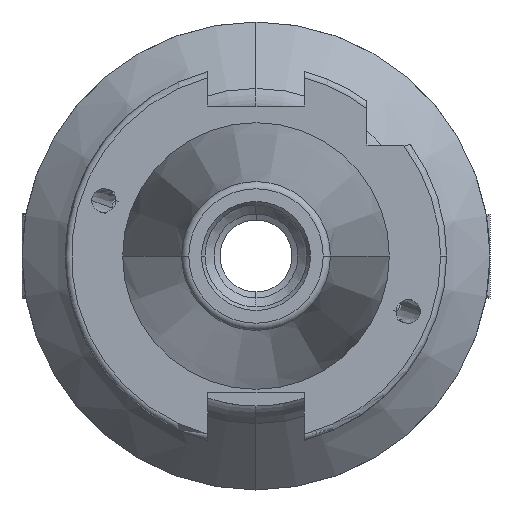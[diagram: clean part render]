
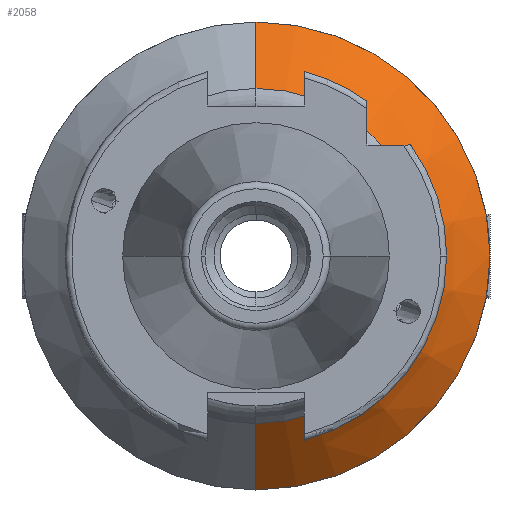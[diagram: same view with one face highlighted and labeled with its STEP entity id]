
A CAD part, left-side view. The second image highlights one B-rep face of the part: STEP entity #2058.
In plain terms, the highlighted conical face has half-angle 45 degrees and reference radius 39 mm.
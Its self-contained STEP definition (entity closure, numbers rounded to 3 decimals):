
#1054 = VERTEX_POINT ( 'NONE', #5506 ) ;
#1056 = EDGE_CURVE ( 'NONE', #1057, #1054, #5505, .T. ) ;
#1057 = VERTEX_POINT ( 'NONE', #5500 ) ;
#1495 = EDGE_CURVE ( 'NONE', #1057, #1533, #6835, .T. ) ;
#1498 = EDGE_CURVE ( 'NONE', #1054, #1530, #6831, .T. ) ;
#1530 = VERTEX_POINT ( 'NONE', #7008 ) ;
#1533 = VERTEX_POINT ( 'NONE', #7002 ) ;
#2040 = EDGE_CURVE ( 'NONE', #1530, #1533, #8549, .T. ) ;
#2058 = ADVANCED_FACE ( 'NONE', ( #8506 ), #8505, .T. ) ;
#2059 = EDGE_LOOP ( 'NONE', ( #2060, #2061, #2062, #2063 ) ) ;
#2060 = ORIENTED_EDGE ( 'NONE', *, *, #1495, .F. ) ;
#2061 = ORIENTED_EDGE ( 'NONE', *, *, #1056, .T. ) ;
#2062 = ORIENTED_EDGE ( 'NONE', *, *, #1498, .T. ) ;
#2063 = ORIENTED_EDGE ( 'NONE', *, *, #2040, .T. ) ;
#5500 = CARTESIAN_POINT ( 'NONE',  ( 113.929, 0., 27.929 ) ) ;
#5501 = DIRECTION ( 'NONE',  ( 0., 0., -1. ) ) ;
#5502 = DIRECTION ( 'NONE',  ( 1., 0., 0. ) ) ;
#5503 = CARTESIAN_POINT ( 'NONE',  ( 113.929, 0., 0. ) ) ;
#5504 = AXIS2_PLACEMENT_3D ( 'NONE', #5503, #5502, #5501 ) ;
#5505 = CIRCLE ( 'NONE', #5504, 27.929 ) ;
#5506 = CARTESIAN_POINT ( 'NONE',  ( 113.929, 0., -27.929 ) ) ;
#6828 = DIRECTION ( 'NONE',  ( 0.707, 0., -0.707 ) ) ;
#6829 = VECTOR ( 'NONE', #6828, 1000. ) ;
#6830 = CARTESIAN_POINT ( 'NONE',  ( 125., 0., -39. ) ) ;
#6831 = LINE ( 'NONE', #6830, #6829 ) ;
#6832 = DIRECTION ( 'NONE',  ( 0.707, 0., 0.707 ) ) ;
#6833 = VECTOR ( 'NONE', #6832, 1000. ) ;
#6834 = CARTESIAN_POINT ( 'NONE',  ( 125., 0., 39. ) ) ;
#6835 = LINE ( 'NONE', #6834, #6833 ) ;
#7002 = CARTESIAN_POINT ( 'NONE',  ( 125., 0., 39. ) ) ;
#7008 = CARTESIAN_POINT ( 'NONE',  ( 125., 0., -39. ) ) ;
#8501 = DIRECTION ( 'NONE',  ( 0., 0., -1. ) ) ;
#8502 = DIRECTION ( 'NONE',  ( 1., 0., 0. ) ) ;
#8503 = CARTESIAN_POINT ( 'NONE',  ( 125., 0., 0. ) ) ;
#8504 = AXIS2_PLACEMENT_3D ( 'NONE', #8503, #8502, #8501 ) ;
#8505 = CONICAL_SURFACE ( 'NONE', #8504, 39., 0.785 ) ;
#8506 = FACE_OUTER_BOUND ( 'NONE', #2059, .T. ) ;
#8545 = DIRECTION ( 'NONE',  ( 0., 0., 1. ) ) ;
#8546 = DIRECTION ( 'NONE',  ( -1., 0., 0. ) ) ;
#8547 = CARTESIAN_POINT ( 'NONE',  ( 125., 0., 0. ) ) ;
#8548 = AXIS2_PLACEMENT_3D ( 'NONE', #8547, #8546, #8545 ) ;
#8549 = CIRCLE ( 'NONE', #8548, 39. ) ;
